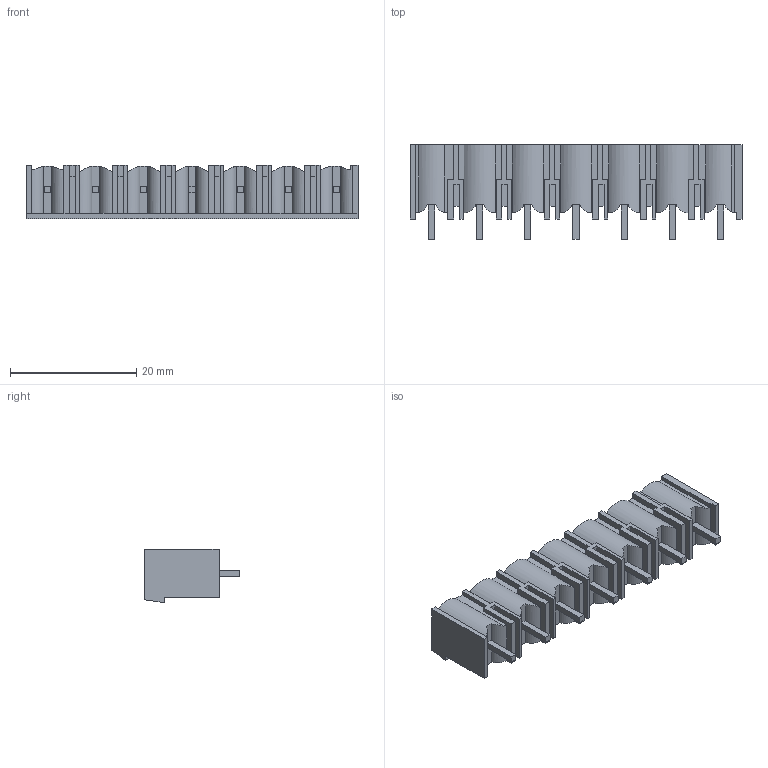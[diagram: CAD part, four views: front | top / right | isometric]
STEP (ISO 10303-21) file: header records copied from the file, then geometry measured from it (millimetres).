
FILE_DESCRIPTION(('CATIA V5 STEP Exchange','CAx-IF Rec.Pracs.--- Model Styling and Organization---1.2---2011-12-15'),'2;1');
FILE_NAME ('D1447749_1_1048920000_1048920000.stp','2017-07-06T10:46:49+00:00',('none'),('Weidmueller'),'CATIA Version 5-6 Release 2014','CATIA V5 STEP AP214','none');
FILE_SCHEMA(('AUTOMOTIVE_DESIGN { 1 0 10303 214 1 1 1 1 }'));
Length unit declared in the file: millimetre
Products named in the file (1): 1048920000
Bounding box: 52.52 x 14.95 x 8.4 mm (x, y, z)
Volume: 1887.2 mm3; surface area: 4723.5 mm2
Topology: 8 solids, 8 shells, 374 faces, 1138 edges, 780 vertices
Faces by surface type: plane 322, cylinder 52
Entity records: 12401 total; most frequent: CARTESIAN_POINT 2571, ORIENTED_EDGE 2276, DIRECTION 1632, EDGE_CURVE 1138, VECTOR 1019, LINE 1019, VERTEX_POINT 780, EDGE_LOOP 402
